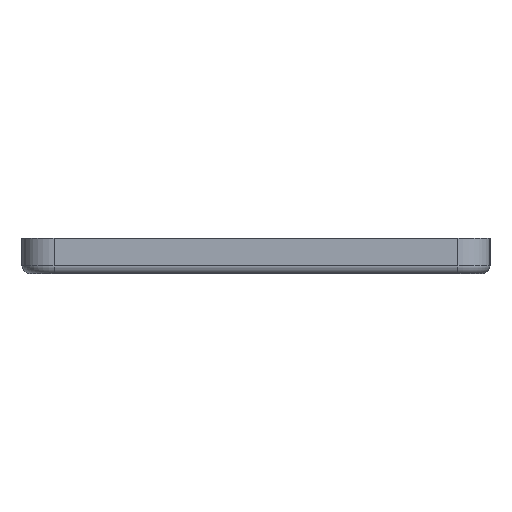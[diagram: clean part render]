
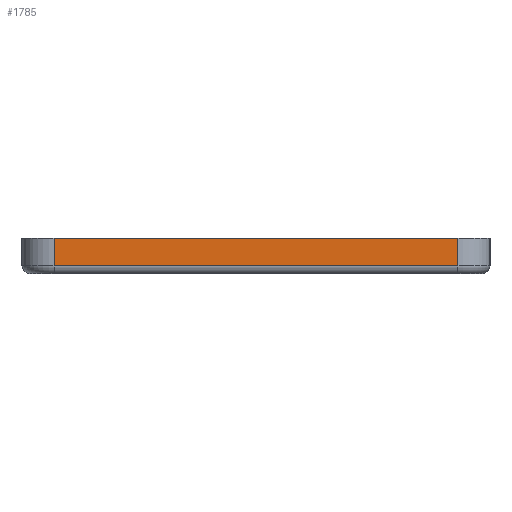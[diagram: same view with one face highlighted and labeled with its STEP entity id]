
A CAD part, left-side view. The second image highlights one B-rep face of the part: STEP entity #1785.
In plain terms, the highlighted planar face has unit normal (-1, 0, 0).
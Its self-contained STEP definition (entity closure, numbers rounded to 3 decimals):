
#1727=CARTESIAN_POINT('',(-220.55,-62.913,8.));
#1728=VERTEX_POINT('',#1727);
#1729=CARTESIAN_POINT('',(-220.55,-62.913,-0.5));
#1730=VERTEX_POINT('',#1729);
#1731=CARTESIAN_POINT('',(-220.55,-62.913,8.));
#1732=DIRECTION('',(0.,0.,-1.));
#1733=VECTOR('',#1732,8.5);
#1734=LINE('',#1731,#1733);
#1735=EDGE_CURVE('',#1728,#1730,#1734,.T.);
#1755=CARTESIAN_POINT('',(-220.55,-13.915,17.6));
#1756=DIRECTION('',(-1.,0.,0.));
#1757=DIRECTION('',(0.,0.,1.));
#1758=AXIS2_PLACEMENT_3D('',#1755,#1756,#1757);
#1759=PLANE('',#1758);
#1760=CARTESIAN_POINT('',(-220.55,62.913,8.));
#1761=VERTEX_POINT('',#1760);
#1762=CARTESIAN_POINT('',(-220.55,62.913,-0.5));
#1763=VERTEX_POINT('',#1762);
#1764=CARTESIAN_POINT('',(-220.55,62.913,8.));
#1765=DIRECTION('',(-0.,-0.,-1.));
#1766=VECTOR('',#1765,8.5);
#1767=LINE('',#1764,#1766);
#1768=EDGE_CURVE('',#1761,#1763,#1767,.T.);
#1769=ORIENTED_EDGE('',*,*,#1768,.T.);
#1770=CARTESIAN_POINT('',(-220.55,62.913,-0.5));
#1771=DIRECTION('',(-0.,-1.,-0.));
#1772=VECTOR('',#1771,125.825);
#1773=LINE('',#1770,#1772);
#1774=EDGE_CURVE('',#1763,#1730,#1773,.T.);
#1775=ORIENTED_EDGE('',*,*,#1774,.T.);
#1776=ORIENTED_EDGE('',*,*,#1735,.F.);
#1777=CARTESIAN_POINT('',(-220.55,-62.913,8.));
#1778=DIRECTION('',(0.,1.,0.));
#1779=VECTOR('',#1778,125.825);
#1780=LINE('',#1777,#1779);
#1781=EDGE_CURVE('',#1728,#1761,#1780,.T.);
#1782=ORIENTED_EDGE('',*,*,#1781,.T.);
#1783=EDGE_LOOP('',(#1769,#1775,#1776,#1782));
#1784=FACE_BOUND('',#1783,.T.);
#1785=ADVANCED_FACE('',(#1784),#1759,.T.);
